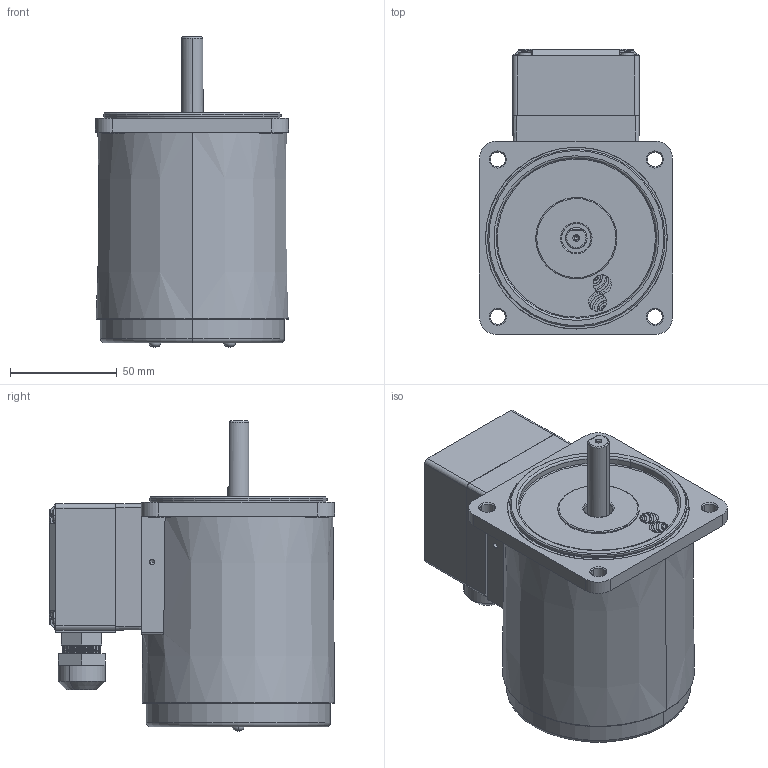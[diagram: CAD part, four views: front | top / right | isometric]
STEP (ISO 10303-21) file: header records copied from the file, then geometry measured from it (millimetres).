
FILE_DESCRIPTION (( 'STEP AP203' ), '1' );
FILE_NAME ('5RK40A-¡¼Ts-5C170¡¼4000Z0.STEP', '2017-12-29T06:26:10', ( '' ), ( '' ), 'SwSTEP 2.0', 'SolidWorks 2010', '' );
FILE_SCHEMA (( 'CONFIG_CONTROL_DESIGN' ));
Length unit declared in the file: millimetre
Products named in the file (12): Ts下蓋; 成品180度; 丸頭十字螺絲M3x6_B18.6.7M - M3 x 0.5 x 8 Type I Cross Recessed PHMS --8C; 彈簧壓板M5φ45x1t_Default; 5RK40A-〖Ts-5C170〖4000Z0; 上蓋 C583-30; 40A; M540Ts-RK; Ts下墊片; Ts上蓋; 出線頭 Ver.2; 圓頭十字螺絲 M3 x 40 --40N_JIS B 1111 Binding head screw M3 x 40 --40N
Assembly tree (15 placements, depth 3):
  5RK40A-〖Ts-5C170〖4000Z0
    丸頭十字螺絲M3x6_B18.6.7M - M3 x 0.5 x 8 Type I Cross Recessed PHMS --8C  x2
    上蓋 C583-30
    M540Ts-RK
    成品180度
      圓頭十字螺絲 M3 x 40 --40N_JIS B 1111 Binding head screw M3 x 40 --40N  x4
      Ts上蓋
      出線頭 Ver.2
      Ts下蓋
      Ts下墊片
    40A
    彈簧壓板M5φ45x1t_Default
Bounding box: 90.3 x 133.3 x 144.96 mm (x, y, z)
Volume: 309202 mm3; surface area: 129502.1 mm2
Topology: 14 solids, 14 shells, 2622 faces, 6877 edges, 4314 vertices
Faces by surface type: cone 1354, cylinder 969, plane 242, torus 45, sphere 12
Entity records: 35233 total; most frequent: DIRECTION 6528, CARTESIAN_POINT 6111, ORIENTED_EDGE 5566, EDGE_CURVE 2783, AXIS2_PLACEMENT_3D 2701, VERTEX_POINT 1761, CIRCLE 1601, EDGE_LOOP 1176
